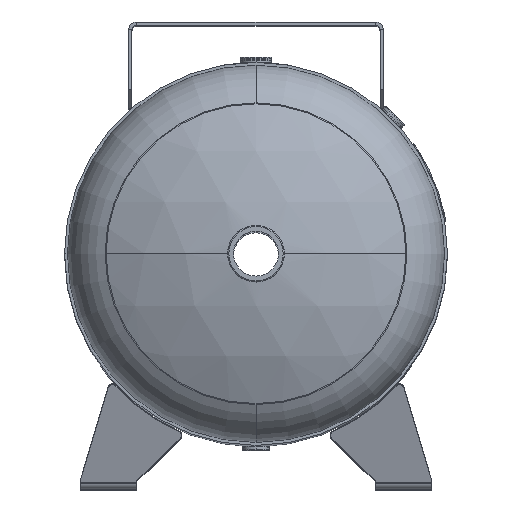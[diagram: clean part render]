
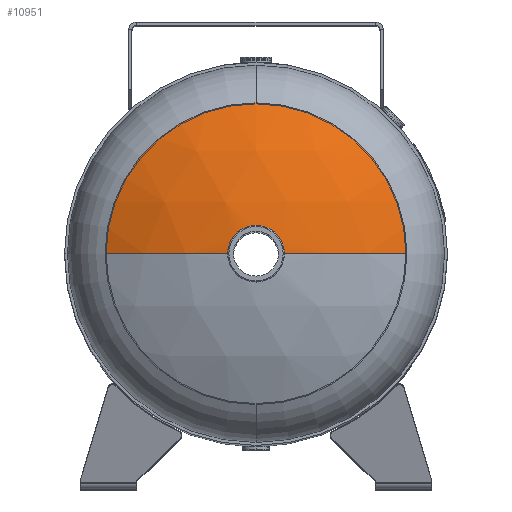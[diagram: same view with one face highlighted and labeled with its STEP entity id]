
A CAD part, top view. The second image highlights one B-rep face of the part: STEP entity #10951.
In plain terms, the highlighted spherical face has radius 457.2 mm.
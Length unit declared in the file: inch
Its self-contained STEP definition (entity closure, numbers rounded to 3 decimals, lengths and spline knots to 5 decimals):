
#159 = AXIS2_PLACEMENT_3D ( 'NONE', #12106, #5301, #9618 ) ;
#460 = FACE_OUTER_BOUND ( 'NONE', #12651, .T. ) ;
#533 = CARTESIAN_POINT ( 'NONE',  ( 0., -11.57764, 0. ) ) ;
#958 = DIRECTION ( 'NONE',  ( 0., 0., 1. ) ) ;
#1647 = AXIS2_PLACEMENT_3D ( 'NONE', #2245, #13137, #10025 ) ;
#1788 = VERTEX_POINT ( 'NONE', #5741 ) ;
#2245 = CARTESIAN_POINT ( 'NONE',  ( 0., 6.35954, 0. ) ) ;
#2291 = EDGE_CURVE ( 'NONE', #3767, #10831, #6906, .T. ) ;
#2340 = DIRECTION ( 'NONE',  ( -1., 0., 0. ) ) ;
#2676 = SPHERICAL_SURFACE ( 'NONE', #7685, 18. ) ;
#2733 = CARTESIAN_POINT ( 'NONE',  ( -8., 4.54688, 0. ) ) ;
#3136 = VERTEX_POINT ( 'NONE', #13610 ) ;
#3490 = CARTESIAN_POINT ( 'NONE',  ( 1.5025, 6.35954, 0. ) ) ;
#3767 = VERTEX_POINT ( 'NONE', #3490 ) ;
#4028 = DIRECTION ( 'NONE',  ( 0., 0., -1. ) ) ;
#4954 = ORIENTED_EDGE ( 'NONE', *, *, #11457, .F. ) ;
#5301 = DIRECTION ( 'NONE',  ( 0., -1., 0. ) ) ;
#5741 = CARTESIAN_POINT ( 'NONE',  ( -1.5025, 6.35954, 0. ) ) ;
#6132 = CIRCLE ( 'NONE', #1647, 1.5025 ) ;
#6357 = AXIS2_PLACEMENT_3D ( 'NONE', #9512, #7108, #4028 ) ;
#6617 = ORIENTED_EDGE ( 'NONE', *, *, #9673, .F. ) ;
#6654 = VERTEX_POINT ( 'NONE', #2733 ) ;
#6906 = CIRCLE ( 'NONE', #8783, 18. ) ;
#7108 = DIRECTION ( 'NONE',  ( 0., -1., 0. ) ) ;
#7685 = AXIS2_PLACEMENT_3D ( 'NONE', #533, #10737, #10446 ) ;
#8404 = EDGE_CURVE ( 'NONE', #3767, #1788, #6132, .T. ) ;
#8783 = AXIS2_PLACEMENT_3D ( 'NONE', #10038, #12319, #2340 ) ;
#8902 = ORIENTED_EDGE ( 'NONE', *, *, #13646, .F. ) ;
#8957 = CARTESIAN_POINT ( 'NONE',  ( 0., -11.57764, 0. ) ) ;
#9512 = CARTESIAN_POINT ( 'NONE',  ( 0., 4.54688, 0. ) ) ;
#9618 = DIRECTION ( 'NONE',  ( 0., 0., -1. ) ) ;
#9673 = EDGE_CURVE ( 'NONE', #1788, #6654, #13056, .T. ) ;
#9857 = CIRCLE ( 'NONE', #6357, 8. ) ;
#10025 = DIRECTION ( 'NONE',  ( 0., 0., -1. ) ) ;
#10038 = CARTESIAN_POINT ( 'NONE',  ( 0., -11.57764, 0. ) ) ;
#10433 = ORIENTED_EDGE ( 'NONE', *, *, #2291, .T. ) ;
#10446 = DIRECTION ( 'NONE',  ( 1., 0., 0. ) ) ;
#10737 = DIRECTION ( 'NONE',  ( 0., 0., 1. ) ) ;
#10831 = VERTEX_POINT ( 'NONE', #12809 ) ;
#10951 = ADVANCED_FACE ( 'NONE', ( #460 ), #2676, .T. ) ;
#11020 = DIRECTION ( 'NONE',  ( 1., 0., 0. ) ) ;
#11457 = EDGE_CURVE ( 'NONE', #3136, #10831, #12859, .T. ) ;
#12106 = CARTESIAN_POINT ( 'NONE',  ( 0., 4.54688, 0. ) ) ;
#12319 = DIRECTION ( 'NONE',  ( 0., 0., -1. ) ) ;
#12651 = EDGE_LOOP ( 'NONE', ( #6617, #12729, #10433, #4954, #8902 ) ) ;
#12729 = ORIENTED_EDGE ( 'NONE', *, *, #8404, .F. ) ;
#12809 = CARTESIAN_POINT ( 'NONE',  ( 8., 4.54688, 0. ) ) ;
#12859 = CIRCLE ( 'NONE', #159, 8. ) ;
#13056 = CIRCLE ( 'NONE', #14003, 18. ) ;
#13137 = DIRECTION ( 'NONE',  ( 0., 1., 0. ) ) ;
#13610 = CARTESIAN_POINT ( 'NONE',  ( 0., 4.54688, -8. ) ) ;
#13646 = EDGE_CURVE ( 'NONE', #6654, #3136, #9857, .T. ) ;
#14003 = AXIS2_PLACEMENT_3D ( 'NONE', #8957, #958, #11020 ) ;
